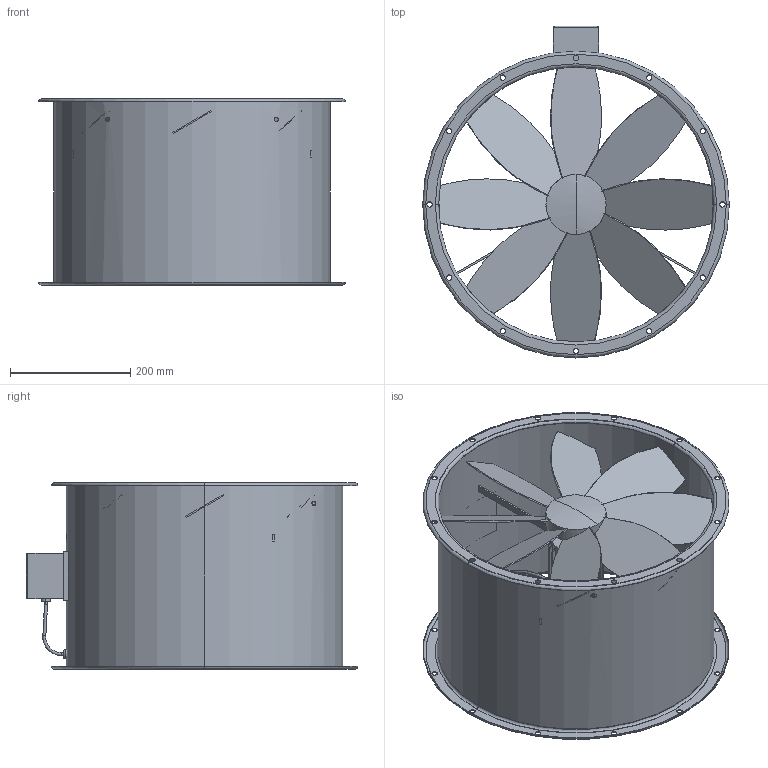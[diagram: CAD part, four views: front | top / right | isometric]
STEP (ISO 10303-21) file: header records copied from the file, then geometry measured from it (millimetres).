
FILE_DESCRIPTION (( 'STEP AP214' ), '1' );
FILE_NAME ('EZR 45-6B.step', '2009-06-28T23:09:15', ( 'Wolfgang Schmidt' ), ( 'WS-KO' ), 'SwSTEP 2.0', 'SolidWorks 2008', '' );
FILE_SCHEMA (( 'AUTOMOTIVE_DESIGN' ));
Length unit declared in the file: millimetre
Products named in the file (1): EZR 45-6B
Bounding box: 510 x 552 x 310 mm (x, y, z)
Volume: 2027423 mm3; surface area: 1457083.5 mm2
Topology: 6 solids, 6 shells, 327 faces, 824 edges, 539 vertices
Faces by surface type: cylinder 126, plane 103, torus 76, bspline 16, sphere 6
Entity records: 12100 total; most frequent: CARTESIAN_POINT 4213, ORIENTED_EDGE 1640, DIRECTION 1488, EDGE_CURVE 820, AXIS2_PLACEMENT_3D 620, VERTEX_POINT 537, EDGE_LOOP 415, ADVANCED_FACE 327
